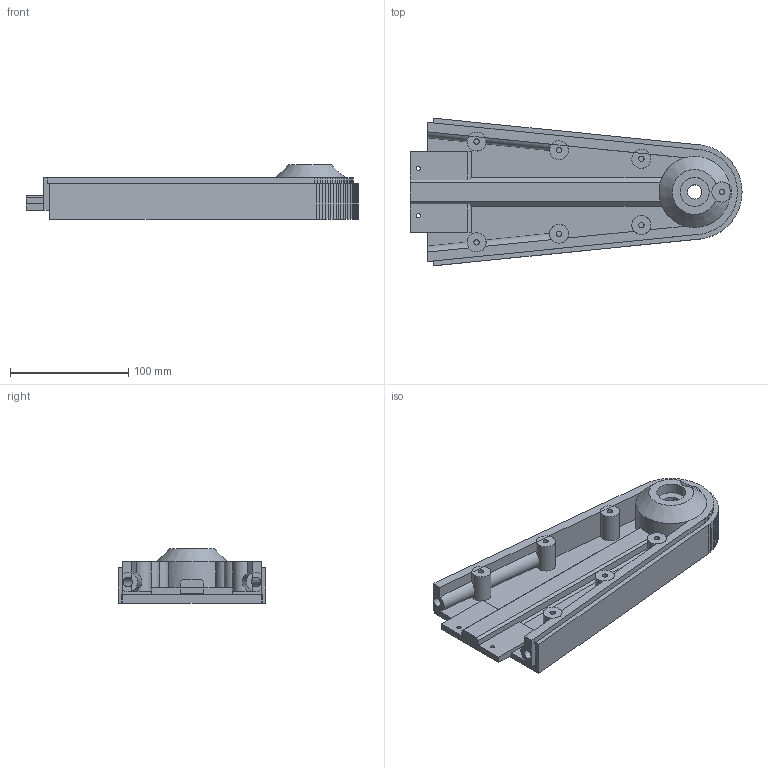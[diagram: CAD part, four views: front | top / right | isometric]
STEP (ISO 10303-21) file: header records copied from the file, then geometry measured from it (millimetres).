
FILE_DESCRIPTION(('FreeCAD Model'),'2;1');
FILE_NAME('bodyA1.step', '2016-02-24T12:41:41',('Author'),(''), 'Open CASCADE STEP processor 6.8','FreeCAD','Unknown');
FILE_SCHEMA(('AUTOMOTIVE_DESIGN_CC2 { 1 2 10303 214 -1 1 5 4 }'));
Length unit declared in the file: millimetre
Products named in the file (1): arm1B
Bounding box: 280.5 x 124.7 x 46 mm (x, y, z)
Volume: 551142.3 mm3; surface area: 108824.3 mm2
Topology: 1 solids, 1 shells, 250 faces, 676 edges, 444 vertices
Faces by surface type: plane 218, cylinder 31, cone 1
Full cylindrical faces by diameter (mm): 3.5 x2, 4.5 x7, 8 x2, 12 x1, 16 x3, 24.5 x2
Entity records: 24501 total; most frequent: CARTESIAN_POINT 11912, DIRECTION 1996, ORIENTED_EDGE 1352, PCURVE 1352, DEFINITIONAL_REPRESENTATION 1352, LINE 1215, VECTOR 1215, EDGE_CURVE 676
